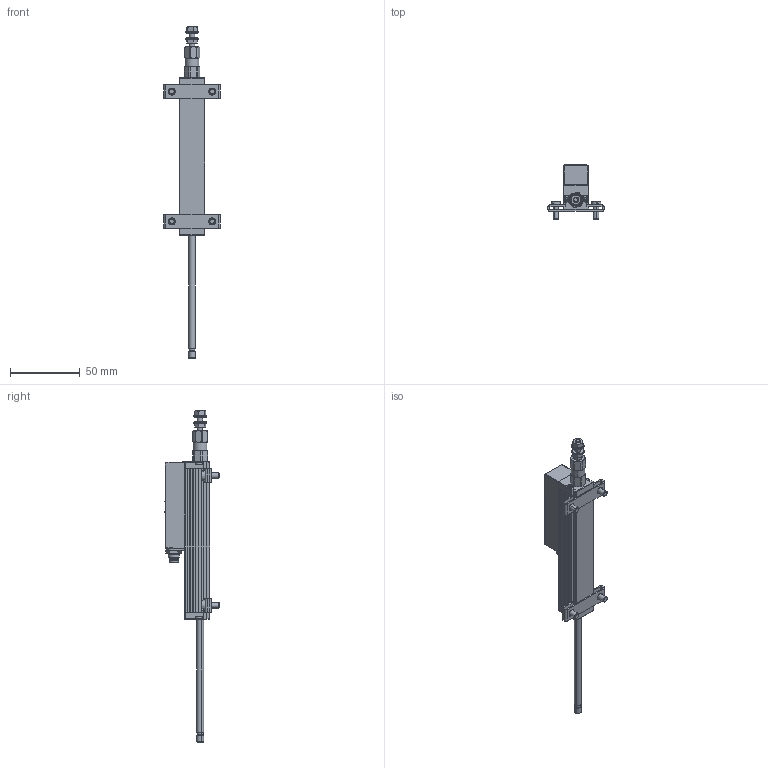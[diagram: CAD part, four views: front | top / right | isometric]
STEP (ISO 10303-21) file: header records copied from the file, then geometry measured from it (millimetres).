
FILE_DESCRIPTION (( 'STEP AP214' ), '1' );
FILE_NAME ('LS1-0075-001-plug-retract.step', '2012-06-15T06:06:41', ( 'dummy' ), ( '' ), 'SwSTEP 2.0', 'SolidWorks 2011', '' );
FILE_SCHEMA (( 'AUTOMOTIVE_DESIGN' ));
Length unit declared in the file: millimetre
Products named in the file (1): LS1-0075-001-plug-retract
Bounding box: 40.19 x 38.78 x 238 mm (x, y, z)
Surface area: 21565.4 mm2 (no closed solid volume)
Topology: 0 solids, 69 shells, 603 faces, 2540 edges, 1965 vertices
Faces by surface type: plane 283, cylinder 206, cone 86, torus 16, sphere 6, bspline 6
Entity records: 37929 total; most frequent: CARTESIAN_POINT 11451, DIRECTION 3970, ORIENTED_EDGE 3539, EDGE_CURVE 2538, VERTEX_POINT 1965, AXIS2_PLACEMENT_3D 1335, VECTOR 1300, LINE 1300
